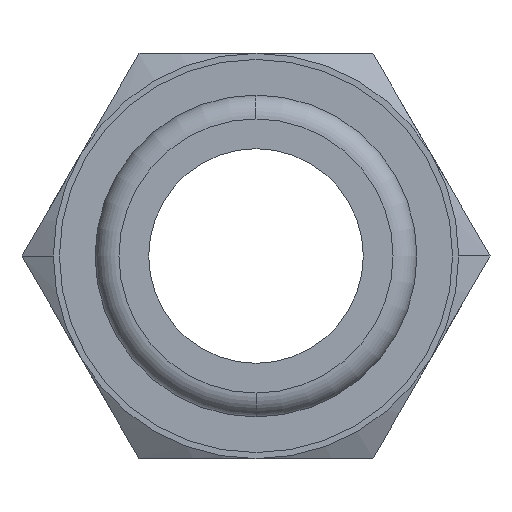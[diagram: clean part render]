
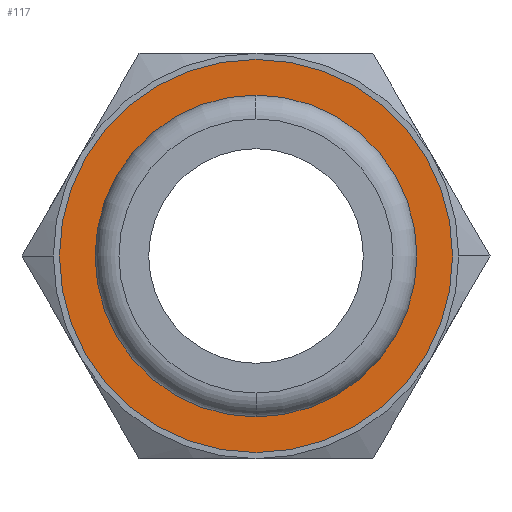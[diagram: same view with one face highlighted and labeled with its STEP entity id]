
A CAD part, front view. The second image highlights one B-rep face of the part: STEP entity #117.
In plain terms, the highlighted planar face has unit normal (0, -1, 0).
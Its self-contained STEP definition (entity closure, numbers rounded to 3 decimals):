
#117=ADVANCED_FACE('',(#311,#312),#313,.T.);
#311=FACE_OUTER_BOUND('',#584,.T.);
#312=FACE_BOUND('',#585,.T.);
#313=PLANE('',#586);
#584=EDGE_LOOP('',(#865,#866));
#585=EDGE_LOOP('',(#867,#868));
#586=AXIS2_PLACEMENT_3D('',#869,#870,#871);
#865=ORIENTED_EDGE('',*,*,#1566,.T.);
#866=ORIENTED_EDGE('',*,*,#1567,.T.);
#867=ORIENTED_EDGE('',*,*,#1568,.F.);
#868=ORIENTED_EDGE('',*,*,#1569,.F.);
#869=CARTESIAN_POINT('',(0.0,15.5,0.0));
#870=DIRECTION('',(0.0,-1.0,0.0));
#871=DIRECTION('',(-1.0,0.0,0.0));
#1566=EDGE_CURVE('',#1845,#1846,#1847,.T.);
#1567=EDGE_CURVE('',#1846,#1845,#1848,.T.);
#1568=EDGE_CURVE('',#1849,#1850,#1851,.T.);
#1569=EDGE_CURVE('',#1850,#1849,#1852,.T.);
#1845=VERTEX_POINT('',#2228);
#1846=VERTEX_POINT('',#2229);
#1847=CIRCLE('',#2230,8.245);
#1848=CIRCLE('',#2231,8.245);
#1849=VERTEX_POINT('',#2232);
#1850=VERTEX_POINT('',#2233);
#1851=CIRCLE('',#2234,6.75);
#1852=CIRCLE('',#2235,6.75);
#2228=CARTESIAN_POINT('',(8.245,15.5,0.0));
#2229=CARTESIAN_POINT('',(-8.245,15.5,0.));
#2230=AXIS2_PLACEMENT_3D('',#2905,#2906,#2907);
#2231=AXIS2_PLACEMENT_3D('',#2908,#2909,#2910);
#2232=CARTESIAN_POINT('',(-6.75,15.5,0.));
#2233=CARTESIAN_POINT('',(6.75,15.5,0.));
#2234=AXIS2_PLACEMENT_3D('',#2911,#2912,#2913);
#2235=AXIS2_PLACEMENT_3D('',#2914,#2915,#2916);
#2905=CARTESIAN_POINT('',(0.0,15.5,0.0));
#2906=DIRECTION('',(0.0,-1.0,0.0));
#2907=DIRECTION('',(1.0,0.0,0.0));
#2908=CARTESIAN_POINT('',(0.0,15.5,0.0));
#2909=DIRECTION('',(0.0,-1.0,0.0));
#2910=DIRECTION('',(1.0,0.0,0.0));
#2911=CARTESIAN_POINT('',(0.0,15.5,0.0));
#2912=DIRECTION('',(0.0,-1.0,0.0));
#2913=DIRECTION('',(1.0,0.0,0.0));
#2914=CARTESIAN_POINT('',(0.0,15.5,0.0));
#2915=DIRECTION('',(0.0,-1.0,0.0));
#2916=DIRECTION('',(1.0,0.0,0.0));
